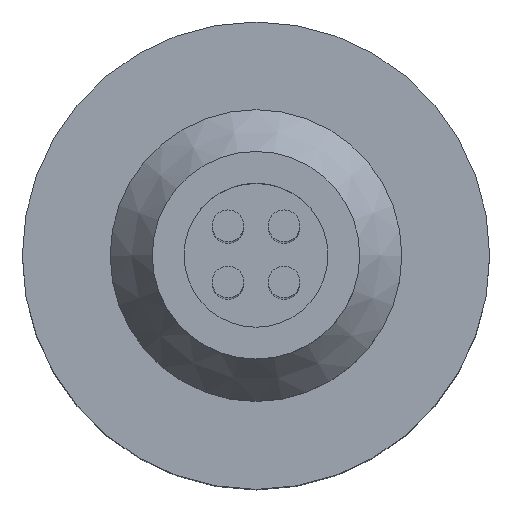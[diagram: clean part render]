
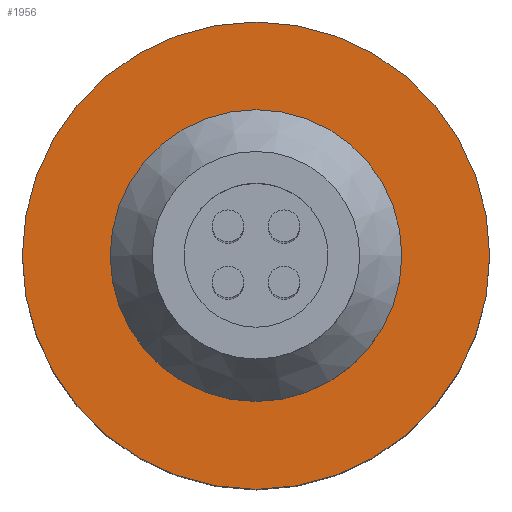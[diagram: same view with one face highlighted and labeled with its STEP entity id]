
A CAD part, top view. The second image highlights one B-rep face of the part: STEP entity #1956.
In plain terms, the highlighted planar face has unit normal (0, 0, 1).
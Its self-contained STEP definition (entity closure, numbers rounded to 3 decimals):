
#76=CIRCLE($,#2078,7.8);
#77=CIRCLE($,#2080,12.5);
#123=FACE_BOUND($,#482,.T.);
#124=FACE_BOUND($,#483,.T.);
#482=EDGE_LOOP($,(#1685));
#483=EDGE_LOOP($,(#1686));
#950=VERTEX_POINT($,#3408);
#951=VERTEX_POINT($,#3411);
#1196=EDGE_CURVE($,#950,#950,#76,.T.);
#1197=EDGE_CURVE($,#951,#951,#77,.T.);
#1685=ORIENTED_EDGE($,*,*,#1196,.T.);
#1686=ORIENTED_EDGE($,*,*,#1197,.F.);
#1744=PLANE($,#2081);
#1956=ADVANCED_FACE($,(#123,#124),#1744,.F.);
#2078=AXIS2_PLACEMENT_3D($,#3409,#2464,#2465);
#2080=AXIS2_PLACEMENT_3D($,#3412,#2468,#2469);
#2081=AXIS2_PLACEMENT_3D($,#3413,#2470,#2471);
#2464=DIRECTION('center_axis',(0.,0.,-1.));
#2465=DIRECTION('ref_axis',(-1.,0.,0.));
#2468=DIRECTION('center_axis',(0.,0.,-1.));
#2469=DIRECTION('ref_axis',(-1.,0.,0.));
#2470=DIRECTION('center_axis',(0.,0.,-1.));
#2471=DIRECTION('ref_axis',(-1.,0.,0.));
#3408=CARTESIAN_POINT('',(7.8,0.,19.));
#3409=CARTESIAN_POINT('Origin',(0.,0.,19.));
#3411=CARTESIAN_POINT('',(12.5,0.,19.));
#3412=CARTESIAN_POINT('Origin',(0.,0.,19.));
#3413=CARTESIAN_POINT('Origin',(0.,0.,19.));
